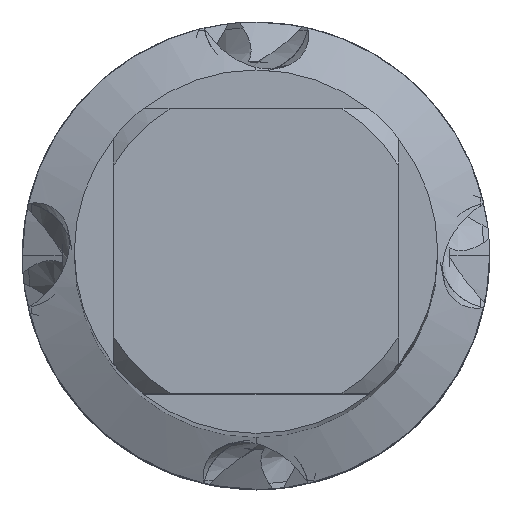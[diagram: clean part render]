
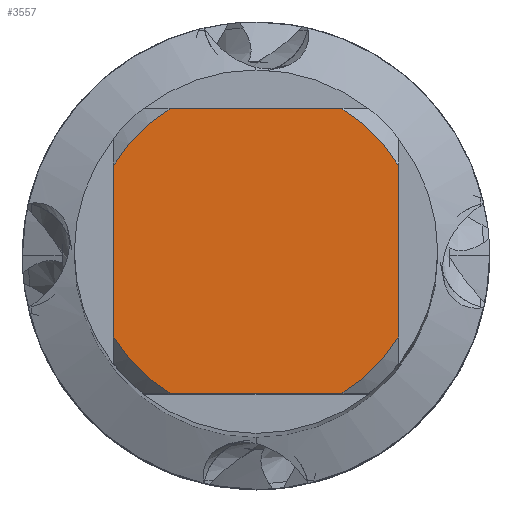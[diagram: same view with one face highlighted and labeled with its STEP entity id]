
A CAD part, top view. The second image highlights one B-rep face of the part: STEP entity #3557.
In plain terms, the highlighted planar face has unit normal (0, 0, 1).
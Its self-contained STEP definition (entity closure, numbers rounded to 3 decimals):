
#2277=VERTEX_POINT('',#6205);
#2315=VERTEX_POINT('',#6244);
#2361=VERTEX_POINT('',#6294);
#2363=EDGE_CURVE('',#3985,#2361,#6296,.T.);
#2391=VERTEX_POINT('',#6327);
#2667=EDGE_CURVE('',#4879,#2277,#6632,.T.);
#3085=EDGE_CURVE('',#3349,#2315,#7085,.T.);
#3249=EDGE_CURVE('',#3985,#2391,#7264,.T.);
#3321=EDGE_CURVE('',#5291,#2315,#7339,.T.);
#3349=VERTEX_POINT('',#7369);
#3557=ADVANCED_FACE('',(#7598),#7599,.T.);
#3985=VERTEX_POINT('',#8070);
#4167=EDGE_CURVE('',#4879,#2391,#8271,.T.);
#4503=EDGE_CURVE('',#5291,#2277,#8632,.T.);
#4879=VERTEX_POINT('',#9042);
#5291=VERTEX_POINT('',#9490);
#5657=EDGE_CURVE('',#3349,#2361,#9887,.T.);
#6205=CARTESIAN_POINT('',(-5.5,-3.273,0.0));
#6244=CARTESIAN_POINT('',(-3.273,5.5,0.0));
#6294=CARTESIAN_POINT('',(5.5,3.273,0.0));
#6296=LINE('',#12162,#12163);
#6327=CARTESIAN_POINT('',(3.273,-5.5,0.0));
#6632=CIRCLE('',#13777,6.4);
#7085=LINE('',#15716,#15717);
#7264=CIRCLE('',#17671,6.4);
#7339=CIRCLE('',#17846,6.4);
#7369=CARTESIAN_POINT('',(3.273,5.5,0.0));
#7598=FACE_OUTER_BOUND('',#19145,.T.);
#7599=PLANE('',#19146);
#8070=CARTESIAN_POINT('',(5.5,-3.273,0.0));
#8271=LINE('',#22982,#22983);
#8632=LINE('',#24603,#24604);
#9042=CARTESIAN_POINT('',(-3.273,-5.5,0.0));
#9490=CARTESIAN_POINT('',(-5.5,3.273,0.0));
#9887=CIRCLE('',#30819,6.4);
#12162=CARTESIAN_POINT('',(5.5,1.6,0.0));
#12163=VECTOR('',#32314,1.0);
#13777=AXIS2_PLACEMENT_3D('',#32648,#32649,#32650);
#15716=CARTESIAN_POINT('',(0.0,5.5,0.0));
#15717=VECTOR('',#33044,1.0);
#17671=AXIS2_PLACEMENT_3D('',#33476,#33477,#33478);
#17846=AXIS2_PLACEMENT_3D('',#33525,#33526,#33527);
#19145=EDGE_LOOP('',(#33771,#33772,#33773,#33774,#33775,#33776,#33777,#33778));
#19146=AXIS2_PLACEMENT_3D('',#33779,#33780,#33781);
#22982=CARTESIAN_POINT('',(0.0,-5.5,0.0));
#22983=VECTOR('',#34427,1.0);
#24603=CARTESIAN_POINT('',(-5.5,1.6,0.0));
#24604=VECTOR('',#34725,1.0);
#30819=AXIS2_PLACEMENT_3D('',#36018,#36019,#36020);
#32314=DIRECTION('',(-0.0,1.0,0.0));
#32648=CARTESIAN_POINT('',(0.0,0.0,0.0));
#32649=DIRECTION('',(0.0,0.0,-1.0));
#32650=DIRECTION('',(0.0,1.0,0.0));
#33044=DIRECTION('',(-1.0,0.0,0.0));
#33476=CARTESIAN_POINT('',(0.0,0.0,0.0));
#33477=DIRECTION('',(0.0,0.0,-1.0));
#33478=DIRECTION('',(0.0,1.0,0.0));
#33525=CARTESIAN_POINT('',(0.0,0.0,0.0));
#33526=DIRECTION('',(0.0,0.0,-1.0));
#33527=DIRECTION('',(0.0,1.0,0.0));
#33771=ORIENTED_EDGE('',*,*,#4503,.T.);
#33772=ORIENTED_EDGE('',*,*,#2667,.F.);
#33773=ORIENTED_EDGE('',*,*,#4167,.T.);
#33774=ORIENTED_EDGE('',*,*,#3249,.F.);
#33775=ORIENTED_EDGE('',*,*,#2363,.T.);
#33776=ORIENTED_EDGE('',*,*,#5657,.F.);
#33777=ORIENTED_EDGE('',*,*,#3085,.T.);
#33778=ORIENTED_EDGE('',*,*,#3321,.F.);
#33779=CARTESIAN_POINT('',(0.0,3.2,0.0));
#33780=DIRECTION('',(-0.0,0.0,1.0));
#33781=DIRECTION('',(0.0,-1.0,0.0));
#34427=DIRECTION('',(1.0,0.0,0.0));
#34725=DIRECTION('',(-0.0,-1.0,0.0));
#36018=CARTESIAN_POINT('',(0.0,0.0,0.0));
#36019=DIRECTION('',(0.0,0.0,-1.0));
#36020=DIRECTION('',(0.0,1.0,0.0));
